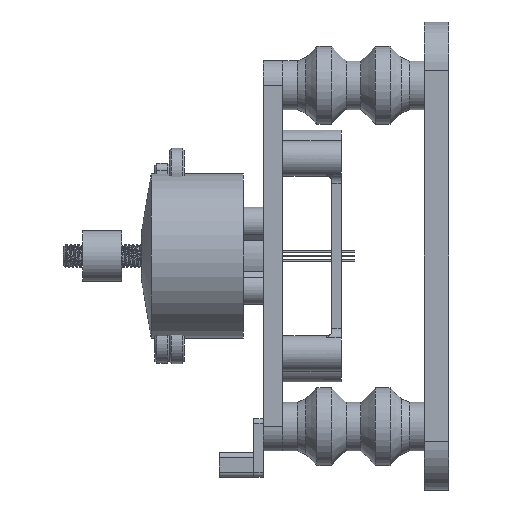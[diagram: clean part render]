
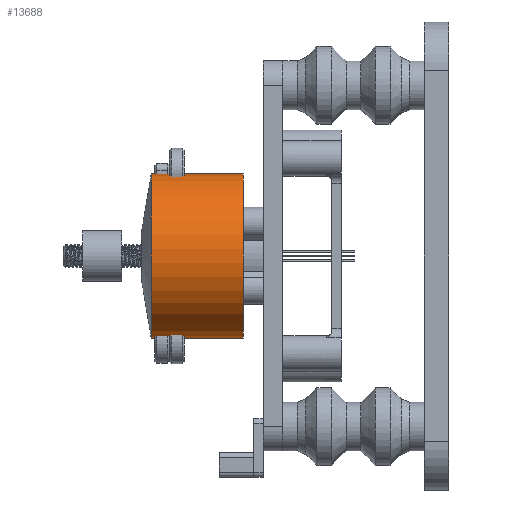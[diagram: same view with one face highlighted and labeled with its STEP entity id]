
A CAD part, left-side view. The second image highlights one B-rep face of the part: STEP entity #13688.
In plain terms, the highlighted cylindrical face has radius 16.9 mm (diameter 33.8 mm), a full revolution.
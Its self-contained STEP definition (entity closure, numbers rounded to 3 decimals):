
#373=CYLINDRICAL_SURFACE('',#14745,16.9);
#1341=FACE_OUTER_BOUND('',#2196,.T.);
#2196=EDGE_LOOP('',(#9835,#9836,#9837,#9838));
#3219=LINE('',#20852,#4353);
#4353=VECTOR('',#16564,16.9);
#5445=CIRCLE('',#14746,16.9);
#5446=CIRCLE('',#14747,16.9);
#6238=VERTEX_POINT('',#20849);
#6239=VERTEX_POINT('',#20851);
#7630=EDGE_CURVE('',#6238,#6238,#5445,.T.);
#7631=EDGE_CURVE('',#6238,#6239,#3219,.T.);
#7632=EDGE_CURVE('',#6239,#6239,#5446,.T.);
#9835=ORIENTED_EDGE('',*,*,#7630,.F.);
#9836=ORIENTED_EDGE('',*,*,#7631,.T.);
#9837=ORIENTED_EDGE('',*,*,#7632,.T.);
#9838=ORIENTED_EDGE('',*,*,#7631,.F.);
#13688=ADVANCED_FACE('',(#1341),#373,.T.);
#14745=AXIS2_PLACEMENT_3D('',#20848,#16560,#16561);
#14746=AXIS2_PLACEMENT_3D('',#20850,#16562,#16563);
#14747=AXIS2_PLACEMENT_3D('',#20853,#16565,#16566);
#16560=DIRECTION('center_axis',(0.,0.,
1.));
#16561=DIRECTION('ref_axis',(0.707,-0.707,0.));
#16562=DIRECTION('center_axis',(0.,0.,
1.));
#16563=DIRECTION('ref_axis',(0.707,-0.707,0.));
#16564=DIRECTION('',(0.,0.,-1.));
#16565=DIRECTION('center_axis',(0.,0.,
1.));
#16566=DIRECTION('ref_axis',(0.707,-0.707,0.));
#20848=CARTESIAN_POINT('Origin',(0.,0.,
0.));
#20849=CARTESIAN_POINT('',(-11.95,11.95,23.88));
#20850=CARTESIAN_POINT('Origin',(0.,0.,
23.88));
#20851=CARTESIAN_POINT('',(-11.95,11.95,5.));
#20852=CARTESIAN_POINT('',(-11.95,11.95,0.));
#20853=CARTESIAN_POINT('Origin',(0.,0.,
5.));
